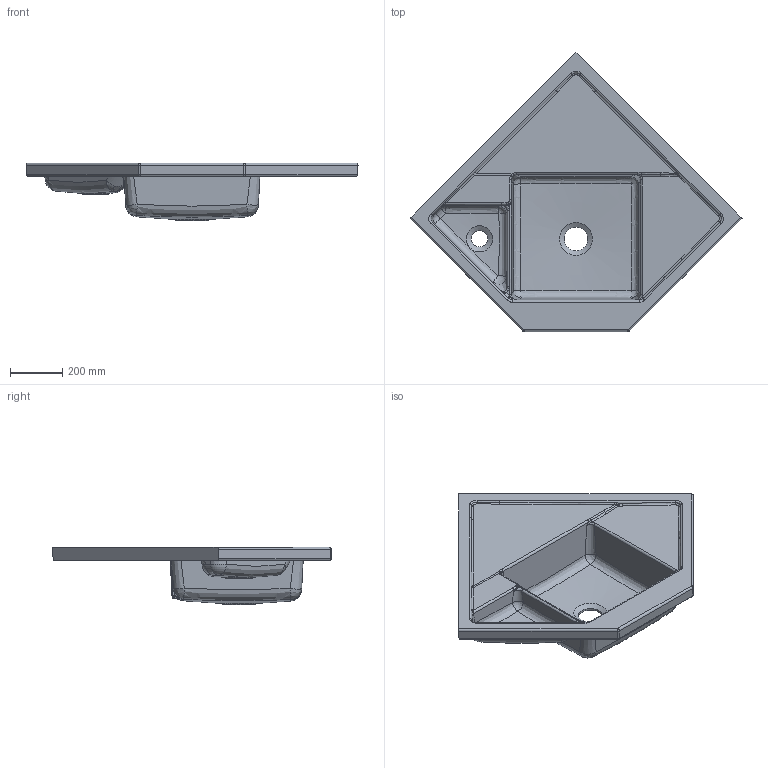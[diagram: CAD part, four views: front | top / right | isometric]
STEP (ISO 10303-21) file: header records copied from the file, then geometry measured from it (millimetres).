
FILE_DESCRIPTION(/* description */ (''),/* implementation_level */ '2;1');
FILE_NAME(/* name */ 'Spuele_3303_Monumentum_Ecksp.stp',/* time_stamp */ '2019-02-27T09:29:55+01:00',/* author */ (''),/* organization */ (''),/* preprocessor_version */ 'ST-DEVELOPER v16',/* originating_system */ 'SIEMENS PLM Software NX 10.0',/* authorisation */ '');
FILE_SCHEMA (('AUTOMOTIVE_DESIGN { 1 0 10303 214 3 1 1 1 }'));
Products named in the file (1): Sier21901581kq99
Bounding box: 1266.2 x 1064.57 x 220 mm (x, y, z)
Volume: 18619996.3 mm3; surface area: 2342148.1 mm2
Topology: 1 solids, 1 shells, 391 faces, 954 edges, 539 vertices
Faces by surface type: bspline 242, cylinder 76, plane 52, sphere 16, cone 5
Full cylindrical faces by diameter (mm): 62 x1, 90 x1
Entity records: 42264 total; most frequent: CARTESIAN_POINT 35761, ORIENTED_EDGE 1816, EDGE_CURVE 908, DIRECTION 715, VERTEX_POINT 530, B_SPLINE_CURVE_WITH_KNOTS 458, EDGE_LOOP 406, ADVANCED_FACE 391
